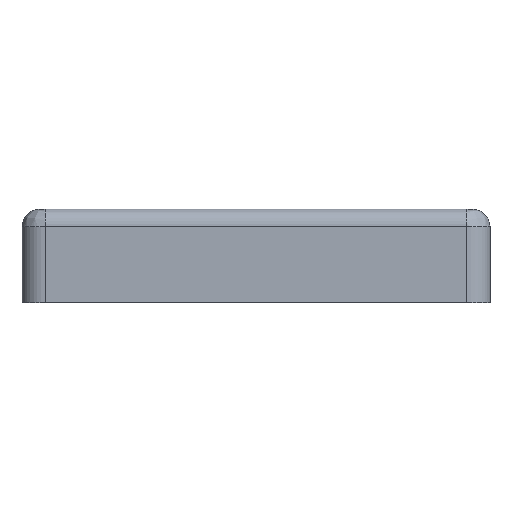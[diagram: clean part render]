
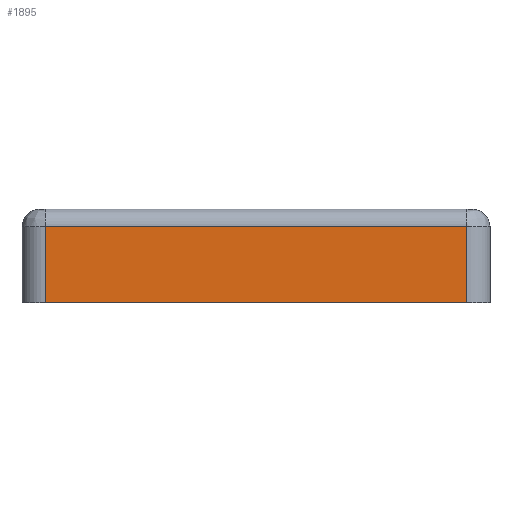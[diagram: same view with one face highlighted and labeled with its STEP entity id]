
A CAD part, front view. The second image highlights one B-rep face of the part: STEP entity #1895.
In plain terms, the highlighted planar face has unit normal (0, -1, 0).
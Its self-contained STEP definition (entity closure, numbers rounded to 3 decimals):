
#549 = DIRECTION ( 'NONE',  ( 0., 0., 1. ) ) ;
#552 = VERTEX_POINT ( 'NONE', #12212 ) ;
#936 = VERTEX_POINT ( 'NONE', #8907 ) ;
#1181 = CARTESIAN_POINT ( 'NONE',  ( -40., -40., 13. ) ) ;
#1530 = VERTEX_POINT ( 'NONE', #9454 ) ;
#1712 = ORIENTED_EDGE ( 'NONE', *, *, #9017, .F. ) ;
#1895 = ADVANCED_FACE ( 'NONE', ( #13221 ), #9803, .F. ) ;
#2009 = EDGE_CURVE ( 'NONE', #3436, #1530, #7731, .T. ) ;
#2677 = AXIS2_PLACEMENT_3D ( 'NONE', #14515, #7533, #549 ) ;
#2755 = LINE ( 'NONE', #12707, #8929 ) ;
#3256 = ORIENTED_EDGE ( 'NONE', *, *, #5410, .F. ) ;
#3436 = VERTEX_POINT ( 'NONE', #7705 ) ;
#4169 = VECTOR ( 'NONE', #6771, 1000. ) ;
#4519 = DIRECTION ( 'NONE',  ( -1., 0., 0. ) ) ;
#5255 = ORIENTED_EDGE ( 'NONE', *, *, #2009, .F. ) ;
#5410 = EDGE_CURVE ( 'NONE', #1530, #552, #2755, .T. ) ;
#6741 = VECTOR ( 'NONE', #15042, 1000. ) ;
#6771 = DIRECTION ( 'NONE',  ( 0., 0., 1. ) ) ;
#7533 = DIRECTION ( 'NONE',  ( 0., 1., 0. ) ) ;
#7705 = CARTESIAN_POINT ( 'NONE',  ( 36., -40., 13. ) ) ;
#7731 = LINE ( 'NONE', #12507, #13959 ) ;
#8907 = CARTESIAN_POINT ( 'NONE',  ( -36., -40., 13. ) ) ;
#8929 = VECTOR ( 'NONE', #4519, 1000. ) ;
#9017 = EDGE_CURVE ( 'NONE', #936, #3436, #9793, .T. ) ;
#9454 = CARTESIAN_POINT ( 'NONE',  ( 36., -40., 0. ) ) ;
#9479 = EDGE_CURVE ( 'NONE', #552, #936, #13075, .T. ) ;
#9793 = LINE ( 'NONE', #1181, #6741 ) ;
#9803 = PLANE ( 'NONE',  #2677 ) ;
#9998 = EDGE_LOOP ( 'NONE', ( #1712, #12288, #3256, #5255 ) ) ;
#12212 = CARTESIAN_POINT ( 'NONE',  ( -36., -40., 0. ) ) ;
#12288 = ORIENTED_EDGE ( 'NONE', *, *, #9479, .F. ) ;
#12507 = CARTESIAN_POINT ( 'NONE',  ( 36., -40., 16. ) ) ;
#12707 = CARTESIAN_POINT ( 'NONE',  ( -40., -40., 0. ) ) ;
#13075 = LINE ( 'NONE', #13767, #4169 ) ;
#13221 = FACE_OUTER_BOUND ( 'NONE', #9998, .T. ) ;
#13767 = CARTESIAN_POINT ( 'NONE',  ( -36., -40., 16. ) ) ;
#13959 = VECTOR ( 'NONE', #14770, 1000. ) ;
#14515 = CARTESIAN_POINT ( 'NONE',  ( 40., -40., 16. ) ) ;
#14770 = DIRECTION ( 'NONE',  ( 0., 0., -1. ) ) ;
#15042 = DIRECTION ( 'NONE',  ( 1., 0., 0. ) ) ;
